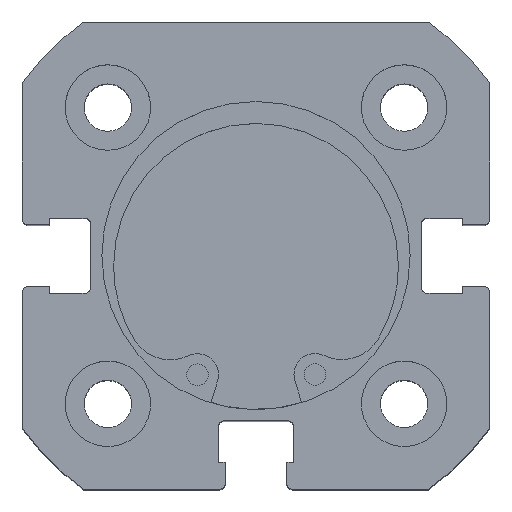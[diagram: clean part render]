
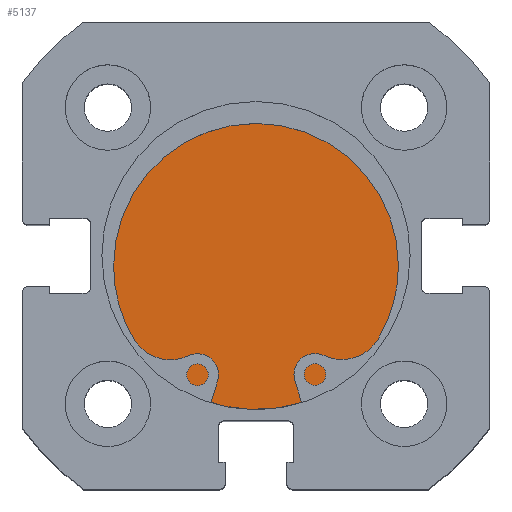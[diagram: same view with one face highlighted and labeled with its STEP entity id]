
A CAD part, top view. The second image highlights one B-rep face of the part: STEP entity #5137.
In plain terms, the highlighted face is planar.
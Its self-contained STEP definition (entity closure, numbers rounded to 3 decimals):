
#594 = DIRECTION ( 'NONE',  ( 0., 0., 1. ) ) ;
#595 = DIRECTION ( 'NONE',  ( -1., 0., 0. ) ) ;
#647 = CARTESIAN_POINT ( 'NONE',  ( 6., 13.5, 0. ) ) ;
#657 = PLANE ( 'NONE',  #2048 ) ;
#1055 = ORIENTED_EDGE ( 'NONE', *, *, #2060, .F. ) ;
#1722 = AXIS2_PLACEMENT_3D ( 'NONE', #3782, #3746, #3732 ) ;
#1857 = EDGE_CURVE ( 'NONE', #4490, #4491, #5379, .T. ) ;
#1914 = AXIS2_PLACEMENT_3D ( 'NONE', #3888, #3894, #3893 ) ;
#2048 = AXIS2_PLACEMENT_3D ( 'NONE', #647, #595, #594 ) ;
#2060 = EDGE_CURVE ( 'NONE', #4491, #4490, #5423, .T. ) ;
#2231 = CARTESIAN_POINT ( 'NONE',  ( 6., 0., -13.5 ) ) ;
#2233 = CARTESIAN_POINT ( 'NONE',  ( 6., 0., 13.5 ) ) ;
#3732 = DIRECTION ( 'NONE',  ( 0., 0., 1. ) ) ;
#3746 = DIRECTION ( 'NONE',  ( -1., 0., 0. ) ) ;
#3782 = CARTESIAN_POINT ( 'NONE',  ( 6., 0., 0. ) ) ;
#3888 = CARTESIAN_POINT ( 'NONE',  ( 6., 0., 0. ) ) ;
#3893 = DIRECTION ( 'NONE',  ( 0., 0., 1. ) ) ;
#3894 = DIRECTION ( 'NONE',  ( -1., 0., 0. ) ) ;
#4145 = ORIENTED_EDGE ( 'NONE', *, *, #1857, .F. ) ;
#4178 = EDGE_LOOP ( 'NONE', ( #4145, #1055 ) ) ;
#4490 = VERTEX_POINT ( 'NONE', #2233 ) ;
#4491 = VERTEX_POINT ( 'NONE', #2231 ) ;
#4886 = FACE_OUTER_BOUND ( 'NONE', #4178, .T. ) ;
#5137 = ADVANCED_FACE ( 'NONE', ( #4886 ), #657, .F. ) ;
#5379 = CIRCLE ( 'NONE', #1722, 13.5 ) ;
#5423 = CIRCLE ( 'NONE', #1914, 13.5 ) ;
